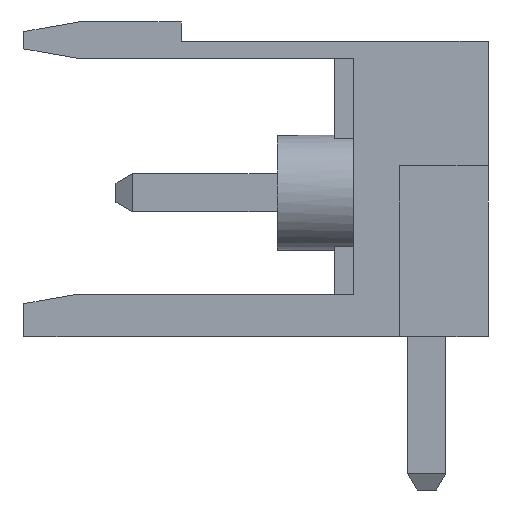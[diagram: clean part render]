
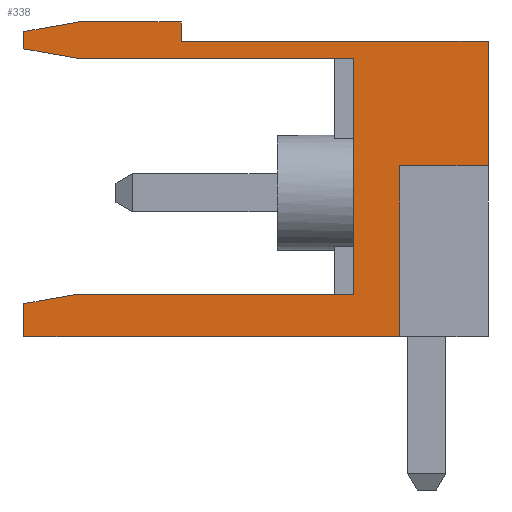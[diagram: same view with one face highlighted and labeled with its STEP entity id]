
A CAD part, left-side view. The second image highlights one B-rep face of the part: STEP entity #338.
In plain terms, the highlighted planar face has unit normal (-1, 0, 0).
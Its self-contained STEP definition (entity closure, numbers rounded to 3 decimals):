
#33 = LINE ( 'NONE', #1207, #1663 ) ;
#64 = EDGE_CURVE ( 'NONE', #1806, #1944, #271, .T. ) ;
#66 = EDGE_CURVE ( 'NONE', #2473, #1694, #3337, .T. ) ;
#82 = CARTESIAN_POINT ( 'NONE',  ( -2.54, 12.1, 3.4 ) ) ;
#152 = EDGE_CURVE ( 'NONE', #3573, #976, #2011, .T. ) ;
#168 = EDGE_CURVE ( 'NONE', #1889, #1735, #4125, .T. ) ;
#175 = VERTEX_POINT ( 'NONE', #3563 ) ;
#195 = VECTOR ( 'NONE', #2136, 1000. ) ;
#245 = CARTESIAN_POINT ( 'NONE',  ( -2.54, 12.1, 0. ) ) ;
#271 = LINE ( 'NONE', #3826, #1289 ) ;
#288 = LINE ( 'NONE', #1155, #195 ) ;
#295 = LINE ( 'NONE', #2445, #2694 ) ;
#338 = ADVANCED_FACE ( 'NONE', ( #1351 ), #1721, .T. ) ;
#393 = CARTESIAN_POINT ( 'NONE',  ( -2.54, 10.682, -2.991 ) ) ;
#412 = CARTESIAN_POINT ( 'NONE',  ( -2.54, 8., 3.6 ) ) ;
#544 = EDGE_CURVE ( 'NONE', #2801, #3573, #1294, .T. ) ;
#557 = LINE ( 'NONE', #245, #2294 ) ;
#607 = DIRECTION ( 'NONE',  ( 0., -1., 0. ) ) ;
#659 = DIRECTION ( 'NONE',  ( 0., 0., 1. ) ) ;
#736 = EDGE_CURVE ( 'NONE', #976, #2482, #295, .T. ) ;
#862 = VECTOR ( 'NONE', #607, 1000. ) ;
#927 = DIRECTION ( 'NONE',  ( 0., 0.985, -0.174 ) ) ;
#938 = DIRECTION ( 'NONE',  ( 0., 1., 0. ) ) ;
#976 = VERTEX_POINT ( 'NONE', #1309 ) ;
#1007 = EDGE_CURVE ( 'NONE', #1402, #1806, #4007, .T. ) ;
#1047 = LINE ( 'NONE', #3600, #2018 ) ;
#1066 = DIRECTION ( 'NONE',  ( 0., 0., 1. ) ) ;
#1129 = ORIENTED_EDGE ( 'NONE', *, *, #544, .T. ) ;
#1143 = DIRECTION ( 'NONE',  ( 0., 1., 0. ) ) ;
#1145 = DIRECTION ( 'NONE',  ( 0., -0.985, -0.174 ) ) ;
#1155 = CARTESIAN_POINT ( 'NONE',  ( -2.54, 10.682, 4.1 ) ) ;
#1186 = ORIENTED_EDGE ( 'NONE', *, *, #66, .F. ) ;
#1207 = CARTESIAN_POINT ( 'NONE',  ( -2.54, 0., 0.35 ) ) ;
#1242 = DIRECTION ( 'NONE',  ( 0., 0., 1. ) ) ;
#1272 = CARTESIAN_POINT ( 'NONE',  ( -2.54, 8., 4.1 ) ) ;
#1289 = VECTOR ( 'NONE', #1541, 1000. ) ;
#1294 = LINE ( 'NONE', #1327, #3265 ) ;
#1309 = CARTESIAN_POINT ( 'NONE',  ( -2.54, 8., 4.1 ) ) ;
#1327 = CARTESIAN_POINT ( 'NONE',  ( -2.54, 0., 3.6 ) ) ;
#1351 = FACE_OUTER_BOUND ( 'NONE', #3357, .T. ) ;
#1358 = CARTESIAN_POINT ( 'NONE',  ( -2.54, 10.682, 4.1 ) ) ;
#1370 = EDGE_CURVE ( 'NONE', #1944, #1889, #1696, .T. ) ;
#1402 = VERTEX_POINT ( 'NONE', #3387 ) ;
#1442 = LINE ( 'NONE', #82, #2243 ) ;
#1471 = CARTESIAN_POINT ( 'NONE',  ( -2.54, 0., 3.6 ) ) ;
#1503 = VECTOR ( 'NONE', #3870, 1000. ) ;
#1506 = ORIENTED_EDGE ( 'NONE', *, *, #152, .T. ) ;
#1541 = DIRECTION ( 'NONE',  ( 0., 0., -1. ) ) ;
#1587 = CARTESIAN_POINT ( 'NONE',  ( -2.54, 12.1, -4.1 ) ) ;
#1591 = VERTEX_POINT ( 'NONE', #1817 ) ;
#1663 = VECTOR ( 'NONE', #2238, 1000. ) ;
#1694 = VERTEX_POINT ( 'NONE', #1587 ) ;
#1696 = LINE ( 'NONE', #3720, #3169 ) ;
#1710 = VECTOR ( 'NONE', #927, 1000. ) ;
#1721 = PLANE ( 'NONE',  #1890 ) ;
#1726 = EDGE_CURVE ( 'NONE', #2473, #175, #2047, .T. ) ;
#1735 = VERTEX_POINT ( 'NONE', #2377 ) ;
#1806 = VERTEX_POINT ( 'NONE', #2037 ) ;
#1817 = CARTESIAN_POINT ( 'NONE',  ( -2.54, 12.1, 3.4 ) ) ;
#1852 = CARTESIAN_POINT ( 'NONE',  ( -2.54, 0., -4.1 ) ) ;
#1884 = EDGE_CURVE ( 'NONE', #1591, #1402, #1442, .T. ) ;
#1889 = VERTEX_POINT ( 'NONE', #393 ) ;
#1890 = AXIS2_PLACEMENT_3D ( 'NONE', #2695, #4027, #2400 ) ;
#1926 = CARTESIAN_POINT ( 'NONE',  ( -2.54, 0., 3.15 ) ) ;
#1928 = ORIENTED_EDGE ( 'NONE', *, *, #2354, .F. ) ;
#1936 = VECTOR ( 'NONE', #1066, 1000. ) ;
#1944 = VERTEX_POINT ( 'NONE', #3424 ) ;
#2010 = VERTEX_POINT ( 'NONE', #4106 ) ;
#2011 = LINE ( 'NONE', #1272, #1503 ) ;
#2018 = VECTOR ( 'NONE', #659, 1000. ) ;
#2037 = CARTESIAN_POINT ( 'NONE',  ( -2.54, 3.5, 3.15 ) ) ;
#2047 = LINE ( 'NONE', #2685, #1936 ) ;
#2124 = CARTESIAN_POINT ( 'NONE',  ( -2.54, 12.1, 0. ) ) ;
#2134 = ORIENTED_EDGE ( 'NONE', *, *, #64, .T. ) ;
#2136 = DIRECTION ( 'NONE',  ( 0., 0.985, -0.174 ) ) ;
#2238 = DIRECTION ( 'NONE',  ( 0., -1., 0. ) ) ;
#2243 = VECTOR ( 'NONE', #1145, 1000. ) ;
#2267 = EDGE_CURVE ( 'NONE', #1694, #1735, #557, .T. ) ;
#2289 = ORIENTED_EDGE ( 'NONE', *, *, #1370, .T. ) ;
#2291 = EDGE_CURVE ( 'NONE', #2482, #4148, #288, .T. ) ;
#2294 = VECTOR ( 'NONE', #1242, 1000. ) ;
#2338 = DIRECTION ( 'NONE',  ( 0., 1., 0. ) ) ;
#2354 = EDGE_CURVE ( 'NONE', #1591, #4148, #3296, .T. ) ;
#2377 = CARTESIAN_POINT ( 'NONE',  ( -2.54, 12.1, -3.241 ) ) ;
#2400 = DIRECTION ( 'NONE',  ( 0., 0., 1. ) ) ;
#2445 = CARTESIAN_POINT ( 'NONE',  ( -2.54, 0., 4.1 ) ) ;
#2473 = VERTEX_POINT ( 'NONE', #2676 ) ;
#2482 = VERTEX_POINT ( 'NONE', #1358 ) ;
#2528 = ORIENTED_EDGE ( 'NONE', *, *, #168, .T. ) ;
#2593 = ORIENTED_EDGE ( 'NONE', *, *, #2935, .T. ) ;
#2676 = CARTESIAN_POINT ( 'NONE',  ( -2.54, 2.3, -4.1 ) ) ;
#2685 = CARTESIAN_POINT ( 'NONE',  ( -2.54, 2.3, -4.1 ) ) ;
#2694 = VECTOR ( 'NONE', #1143, 1000. ) ;
#2695 = CARTESIAN_POINT ( 'NONE',  ( -2.54, 0., -4.1 ) ) ;
#2725 = ORIENTED_EDGE ( 'NONE', *, *, #3194, .T. ) ;
#2732 = DIRECTION ( 'NONE',  ( 0., 1., 0. ) ) ;
#2801 = VERTEX_POINT ( 'NONE', #1471 ) ;
#2872 = CARTESIAN_POINT ( 'NONE',  ( -2.54, 10.682, -2.991 ) ) ;
#2906 = VECTOR ( 'NONE', #938, 1000. ) ;
#2935 = EDGE_CURVE ( 'NONE', #175, #2010, #33, .T. ) ;
#3024 = ORIENTED_EDGE ( 'NONE', *, *, #1884, .T. ) ;
#3048 = ORIENTED_EDGE ( 'NONE', *, *, #1726, .T. ) ;
#3080 = ORIENTED_EDGE ( 'NONE', *, *, #736, .T. ) ;
#3169 = VECTOR ( 'NONE', #2732, 1000. ) ;
#3194 = EDGE_CURVE ( 'NONE', #2010, #2801, #1047, .T. ) ;
#3265 = VECTOR ( 'NONE', #2338, 1000. ) ;
#3296 = LINE ( 'NONE', #2124, #3776 ) ;
#3304 = CARTESIAN_POINT ( 'NONE',  ( -2.54, 12.1, 3.85 ) ) ;
#3337 = LINE ( 'NONE', #1852, #2906 ) ;
#3357 = EDGE_LOOP ( 'NONE', ( #1506, #3080, #3411, #1928, #3024, #3458, #2134, #2289, #2528, #3851, #1186, #3048, #2593, #2725, #1129 ) ) ;
#3387 = CARTESIAN_POINT ( 'NONE',  ( -2.54, 10.682, 3.15 ) ) ;
#3411 = ORIENTED_EDGE ( 'NONE', *, *, #2291, .T. ) ;
#3424 = CARTESIAN_POINT ( 'NONE',  ( -2.54, 3.5, -2.991 ) ) ;
#3433 = DIRECTION ( 'NONE',  ( 0., 0., 1. ) ) ;
#3458 = ORIENTED_EDGE ( 'NONE', *, *, #1007, .T. ) ;
#3563 = CARTESIAN_POINT ( 'NONE',  ( -2.54, 2.3, 0.35 ) ) ;
#3573 = VERTEX_POINT ( 'NONE', #412 ) ;
#3600 = CARTESIAN_POINT ( 'NONE',  ( -2.54, 0., -4.1 ) ) ;
#3720 = CARTESIAN_POINT ( 'NONE',  ( -2.54, 0., -2.991 ) ) ;
#3776 = VECTOR ( 'NONE', #3433, 1000. ) ;
#3826 = CARTESIAN_POINT ( 'NONE',  ( -2.54, 3.5, -4.1 ) ) ;
#3851 = ORIENTED_EDGE ( 'NONE', *, *, #2267, .F. ) ;
#3870 = DIRECTION ( 'NONE',  ( 0., 0., 1. ) ) ;
#4007 = LINE ( 'NONE', #1926, #862 ) ;
#4027 = DIRECTION ( 'NONE',  ( -1., 0., 0. ) ) ;
#4106 = CARTESIAN_POINT ( 'NONE',  ( -2.54, 0., 0.35 ) ) ;
#4125 = LINE ( 'NONE', #2872, #1710 ) ;
#4148 = VERTEX_POINT ( 'NONE', #3304 ) ;
